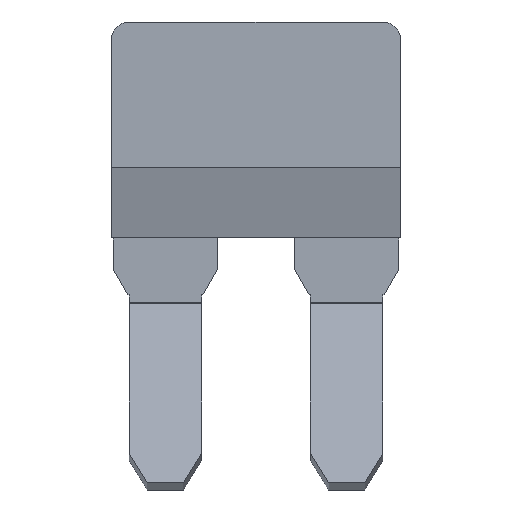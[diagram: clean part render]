
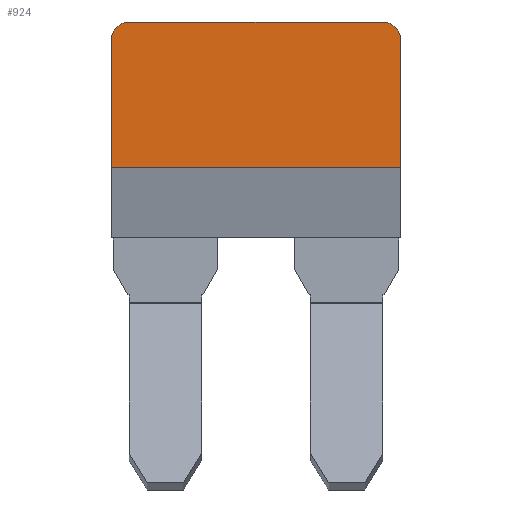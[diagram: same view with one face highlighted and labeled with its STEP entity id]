
A CAD part, top view. The second image highlights one B-rep face of the part: STEP entity #924.
In plain terms, the highlighted planar face has unit normal (0, 0, 1).
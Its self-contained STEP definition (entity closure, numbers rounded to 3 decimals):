
#60 = VECTOR ( 'NONE', #689, 1000. ) ;
#218 = VECTOR ( 'NONE', #1627, 1000. ) ;
#282 = LINE ( 'NONE', #1619, #218 ) ;
#317 = LINE ( 'NONE', #518, #323 ) ;
#320 = ORIENTED_EDGE ( 'NONE', *, *, #584, .T. ) ;
#323 = VECTOR ( 'NONE', #520, 1000. ) ;
#350 = LINE ( 'NONE', #694, #60 ) ;
#372 = CIRCLE ( 'NONE', #745, 1. ) ;
#412 = VECTOR ( 'NONE', #698, 1000. ) ;
#518 = CARTESIAN_POINT ( 'NONE',  ( -13.337, 0., 0.916 ) ) ;
#520 = DIRECTION ( 'NONE',  ( 0., -1., 0. ) ) ;
#580 = EDGE_CURVE ( 'NONE', #1302, #979, #282, .T. ) ;
#584 = EDGE_CURVE ( 'NONE', #604, #1940, #899, .T. ) ;
#604 = VERTEX_POINT ( 'NONE', #1672 ) ;
#617 = EDGE_CURVE ( 'NONE', #1563, #1043, #372, .T. ) ;
#644 = EDGE_CURVE ( 'NONE', #1563, #1302, #317, .T. ) ;
#657 = EDGE_CURVE ( 'NONE', #604, #979, #1143, .T. ) ;
#661 = EDGE_CURVE ( 'NONE', #1940, #1043, #350, .T. ) ;
#689 = DIRECTION ( 'NONE',  ( -1., 0., 0. ) ) ;
#694 = CARTESIAN_POINT ( 'NONE',  ( 2.613, 17.68, 0.916 ) ) ;
#698 = DIRECTION ( 'NONE',  ( 0., -1., 0. ) ) ;
#705 = CARTESIAN_POINT ( 'NONE',  ( 2.613, 0., 0.916 ) ) ;
#727 = EDGE_LOOP ( 'NONE', ( #2188, #1313, #1999, #1625, #320, #2002 ) ) ;
#745 = AXIS2_PLACEMENT_3D ( 'NONE', #1724, #1733, #1741 ) ;
#777 = CARTESIAN_POINT ( 'NONE',  ( 1.613, 17.68, 0.916 ) ) ;
#899 = CIRCLE ( 'NONE', #1285, 1. ) ;
#924 = ADVANCED_FACE ( 'NONE', ( #1977 ), #968, .T. ) ;
#968 = PLANE ( 'NONE',  #2217 ) ;
#976 = DIRECTION ( 'NONE',  ( 0., 0., 1. ) ) ;
#979 = VERTEX_POINT ( 'NONE', #2198 ) ;
#1019 = CARTESIAN_POINT ( 'NONE',  ( -13.337, 16.68, 0.916 ) ) ;
#1043 = VERTEX_POINT ( 'NONE', #1827 ) ;
#1143 = LINE ( 'NONE', #705, #412 ) ;
#1285 = AXIS2_PLACEMENT_3D ( 'NONE', #1651, #1658, #1661 ) ;
#1302 = VERTEX_POINT ( 'NONE', #1390 ) ;
#1313 = ORIENTED_EDGE ( 'NONE', *, *, #644, .T. ) ;
#1390 = CARTESIAN_POINT ( 'NONE',  ( -13.337, 9.664, 0.916 ) ) ;
#1563 = VERTEX_POINT ( 'NONE', #1019 ) ;
#1619 = CARTESIAN_POINT ( 'NONE',  ( -13.337, 9.664, 0.916 ) ) ;
#1625 = ORIENTED_EDGE ( 'NONE', *, *, #657, .F. ) ;
#1627 = DIRECTION ( 'NONE',  ( 1., 0., 0. ) ) ;
#1651 = CARTESIAN_POINT ( 'NONE',  ( 1.613, 16.68, 0.916 ) ) ;
#1658 = DIRECTION ( 'NONE',  ( 0., 0., 1. ) ) ;
#1661 = DIRECTION ( 'NONE',  ( 0., 1., 0. ) ) ;
#1672 = CARTESIAN_POINT ( 'NONE',  ( 2.613, 16.68, 0.916 ) ) ;
#1724 = CARTESIAN_POINT ( 'NONE',  ( -12.337, 16.68, 0.916 ) ) ;
#1733 = DIRECTION ( 'NONE',  ( 0., 0., -1. ) ) ;
#1741 = DIRECTION ( 'NONE',  ( 0., -1., 0. ) ) ;
#1827 = CARTESIAN_POINT ( 'NONE',  ( -12.337, 17.68, 0.916 ) ) ;
#1876 = DIRECTION ( 'NONE',  ( 0., -1., 0. ) ) ;
#1940 = VERTEX_POINT ( 'NONE', #777 ) ;
#1977 = FACE_OUTER_BOUND ( 'NONE', #727, .T. ) ;
#1999 = ORIENTED_EDGE ( 'NONE', *, *, #580, .T. ) ;
#2002 = ORIENTED_EDGE ( 'NONE', *, *, #661, .T. ) ;
#2188 = ORIENTED_EDGE ( 'NONE', *, *, #617, .F. ) ;
#2192 = CARTESIAN_POINT ( 'NONE',  ( -13.337, 16.68, 0.916 ) ) ;
#2198 = CARTESIAN_POINT ( 'NONE',  ( 2.613, 9.664, 0.916 ) ) ;
#2217 = AXIS2_PLACEMENT_3D ( 'NONE', #2192, #976, #1876 ) ;
